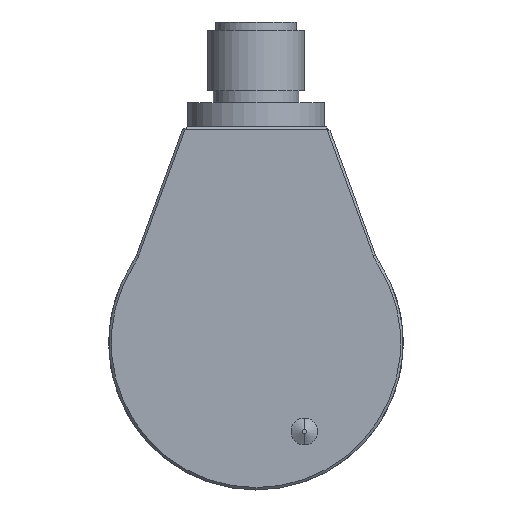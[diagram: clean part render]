
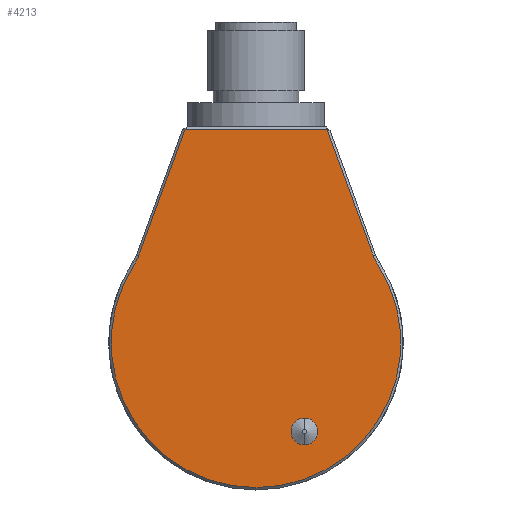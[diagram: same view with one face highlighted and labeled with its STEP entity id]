
A CAD part, front view. The second image highlights one B-rep face of the part: STEP entity #4213.
In plain terms, the highlighted planar face has unit normal (0, -1, 0).
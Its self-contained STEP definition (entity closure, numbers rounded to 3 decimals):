
#33 = EDGE_CURVE ( 'NONE', #1047, #807, #3153, .T. ) ;
#328 = DIRECTION ( 'NONE',  ( 0., 0., 1. ) ) ;
#337 = AXIS2_PLACEMENT_3D ( 'NONE', #855, #4549, #1621 ) ;
#406 = EDGE_LOOP ( 'NONE', ( #3766, #2290 ) ) ;
#486 = CIRCLE ( 'NONE', #586, 17.95 ) ;
#540 = EDGE_CURVE ( 'NONE', #2835, #1855, #4494, .T. ) ;
#563 = ORIENTED_EDGE ( 'NONE', *, *, #577, .T. ) ;
#576 = FACE_BOUND ( 'NONE', #406, .T. ) ;
#577 = EDGE_CURVE ( 'NONE', #2770, #4339, #486, .T. ) ;
#586 = AXIS2_PLACEMENT_3D ( 'NONE', #4465, #1867, #1878 ) ;
#626 = DIRECTION ( 'NONE',  ( 0., 0., 1. ) ) ;
#629 = ORIENTED_EDGE ( 'NONE', *, *, #2271, .T. ) ;
#681 = DIRECTION ( 'NONE',  ( 0., -1., 0. ) ) ;
#793 = DIRECTION ( 'NONE',  ( -0.344, 0., 0.939 ) ) ;
#807 = VERTEX_POINT ( 'NONE', #4580 ) ;
#822 = ORIENTED_EDGE ( 'NONE', *, *, #4666, .T. ) ;
#855 = CARTESIAN_POINT ( 'NONE',  ( 6., -13.9, -11. ) ) ;
#957 = DIRECTION ( 'NONE',  ( -0.344, 0., -0.939 ) ) ;
#989 = FACE_OUTER_BOUND ( 'NONE', #1219, .T. ) ;
#1047 = VERTEX_POINT ( 'NONE', #3380 ) ;
#1067 = EDGE_CURVE ( 'NONE', #2712, #1559, #4019, .T. ) ;
#1219 = EDGE_LOOP ( 'NONE', ( #2493, #822, #2472, #4312, #629, #563, #2137 ) ) ;
#1246 = AXIS2_PLACEMENT_3D ( 'NONE', #3649, #681, #4031 ) ;
#1263 = CARTESIAN_POINT ( 'NONE',  ( 6., -13.9, -12.65 ) ) ;
#1268 = EDGE_CURVE ( 'NONE', #3868, #1047, #3372, .T. ) ;
#1372 = CIRCLE ( 'NONE', #2935, 4.3 ) ;
#1399 = VECTOR ( 'NONE', #957, 1000. ) ;
#1481 = CARTESIAN_POINT ( 'NONE',  ( 0., -13.9, 0. ) ) ;
#1537 = DIRECTION ( 'NONE',  ( 0., 1., 0. ) ) ;
#1559 = VERTEX_POINT ( 'NONE', #2992 ) ;
#1621 = DIRECTION ( 'NONE',  ( 0., 0., 1. ) ) ;
#1684 = CARTESIAN_POINT ( 'NONE',  ( 0., -13.9, 26.45 ) ) ;
#1855 = VERTEX_POINT ( 'NONE', #3966 ) ;
#1867 = DIRECTION ( 'NONE',  ( 0., -1., 0. ) ) ;
#1878 = DIRECTION ( 'NONE',  ( 0., 0., 1. ) ) ;
#2137 = ORIENTED_EDGE ( 'NONE', *, *, #2152, .T. ) ;
#2152 = EDGE_CURVE ( 'NONE', #4339, #2712, #1372, .T. ) ;
#2219 = CARTESIAN_POINT ( 'NONE',  ( 16.3, -13.9, 5.98 ) ) ;
#2271 = EDGE_CURVE ( 'NONE', #807, #2770, #4041, .T. ) ;
#2290 = ORIENTED_EDGE ( 'NONE', *, *, #540, .F. ) ;
#2334 = CARTESIAN_POINT ( 'NONE',  ( 18.588, -13.9, 12.229 ) ) ;
#2472 = ORIENTED_EDGE ( 'NONE', *, *, #1268, .T. ) ;
#2493 = ORIENTED_EDGE ( 'NONE', *, *, #1067, .T. ) ;
#2553 = DIRECTION ( 'NONE',  ( 0., -1., 0. ) ) ;
#2671 = EDGE_CURVE ( 'NONE', #1855, #2835, #2984, .T. ) ;
#2693 = DIRECTION ( 'NONE',  ( 0., 0., 1. ) ) ;
#2712 = VERTEX_POINT ( 'NONE', #3064 ) ;
#2739 = CARTESIAN_POINT ( 'NONE',  ( 0., -13.9, 0. ) ) ;
#2770 = VERTEX_POINT ( 'NONE', #4559 ) ;
#2835 = VERTEX_POINT ( 'NONE', #1263 ) ;
#2935 = AXIS2_PLACEMENT_3D ( 'NONE', #2334, #1537, #2693 ) ;
#2950 = AXIS2_PLACEMENT_3D ( 'NONE', #1481, #2553, #328 ) ;
#2984 = CIRCLE ( 'NONE', #337, 1.65 ) ;
#2992 = CARTESIAN_POINT ( 'NONE',  ( 8.791, -13.9, 26.45 ) ) ;
#3027 = VECTOR ( 'NONE', #793, 1000. ) ;
#3044 = CARTESIAN_POINT ( 'NONE',  ( 14.996, -13.9, 9.866 ) ) ;
#3064 = CARTESIAN_POINT ( 'NONE',  ( 14.551, -13.9, 10.748 ) ) ;
#3108 = AXIS2_PLACEMENT_3D ( 'NONE', #3942, #4686, #626 ) ;
#3153 = CIRCLE ( 'NONE', #3108, 4.3 ) ;
#3158 = CARTESIAN_POINT ( 'NONE',  ( -14.551, -13.9, 10.748 ) ) ;
#3372 = LINE ( 'NONE', #3158, #1399 ) ;
#3380 = CARTESIAN_POINT ( 'NONE',  ( -14.551, -13.9, 10.748 ) ) ;
#3447 = AXIS2_PLACEMENT_3D ( 'NONE', #2739, #4283, #3910 ) ;
#3635 = VECTOR ( 'NONE', #4676, 1000. ) ;
#3649 = CARTESIAN_POINT ( 'NONE',  ( 6., -13.9, -11. ) ) ;
#3766 = ORIENTED_EDGE ( 'NONE', *, *, #2671, .F. ) ;
#3868 = VERTEX_POINT ( 'NONE', #4644 ) ;
#3910 = DIRECTION ( 'NONE',  ( 0., 0., 1. ) ) ;
#3942 = CARTESIAN_POINT ( 'NONE',  ( -18.588, -13.9, 12.229 ) ) ;
#3966 = CARTESIAN_POINT ( 'NONE',  ( 6., -13.9, -9.35 ) ) ;
#4019 = LINE ( 'NONE', #2219, #3027 ) ;
#4031 = DIRECTION ( 'NONE',  ( 0., 0., 1. ) ) ;
#4041 = CIRCLE ( 'NONE', #3447, 17.95 ) ;
#4213 = ADVANCED_FACE ( 'NONE', ( #989, #576 ), #4777, .T. ) ;
#4283 = DIRECTION ( 'NONE',  ( 0., -1., 0. ) ) ;
#4312 = ORIENTED_EDGE ( 'NONE', *, *, #33, .T. ) ;
#4339 = VERTEX_POINT ( 'NONE', #3044 ) ;
#4465 = CARTESIAN_POINT ( 'NONE',  ( 0., -13.9, 0. ) ) ;
#4494 = CIRCLE ( 'NONE', #1246, 1.65 ) ;
#4505 = LINE ( 'NONE', #1684, #3635 ) ;
#4549 = DIRECTION ( 'NONE',  ( 0., -1., 0. ) ) ;
#4559 = CARTESIAN_POINT ( 'NONE',  ( 0., -13.9, -17.95 ) ) ;
#4580 = CARTESIAN_POINT ( 'NONE',  ( -14.996, -13.9, 9.866 ) ) ;
#4644 = CARTESIAN_POINT ( 'NONE',  ( -8.791, -13.9, 26.45 ) ) ;
#4666 = EDGE_CURVE ( 'NONE', #1559, #3868, #4505, .T. ) ;
#4676 = DIRECTION ( 'NONE',  ( -1., 0., 0. ) ) ;
#4686 = DIRECTION ( 'NONE',  ( 0., 1., 0. ) ) ;
#4777 = PLANE ( 'NONE',  #2950 ) ;
